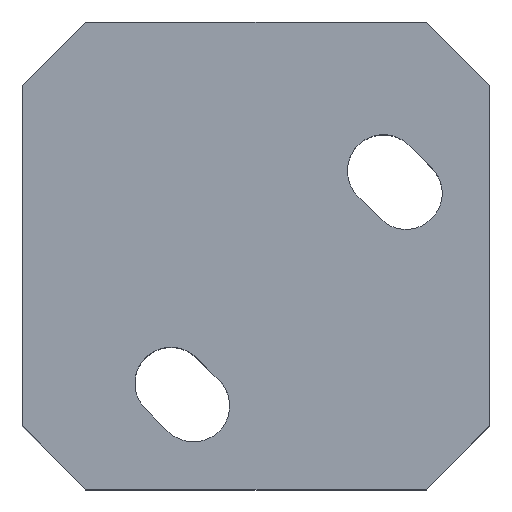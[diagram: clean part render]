
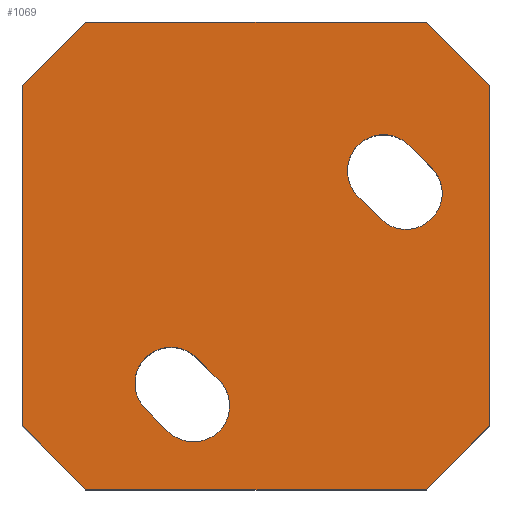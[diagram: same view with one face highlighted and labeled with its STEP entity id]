
A CAD part, top view. The second image highlights one B-rep face of the part: STEP entity #1069.
In plain terms, the highlighted planar face has unit normal (0, 0, 1).
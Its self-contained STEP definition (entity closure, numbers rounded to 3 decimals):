
#17=FACE_BOUND('',#206,.T.);
#18=FACE_BOUND('',#207,.T.);
#49=PLANE('',#1166);
#149=FACE_OUTER_BOUND('',#205,.T.);
#205=EDGE_LOOP('',(#971,#972,#973,#974,#975,#976,#977,#978));
#206=EDGE_LOOP('',(#979,#980,#981,#982));
#207=EDGE_LOOP('',(#983,#984,#985,#986));
#222=CIRCLE('',#1114,1.7);
#224=CIRCLE('',#1119,1.7);
#240=CIRCLE('',#1161,1.7);
#241=CIRCLE('',#1163,1.7);
#292=LINE('',#1615,#397);
#294=LINE('',#1620,#399);
#300=LINE('',#1636,#405);
#302=LINE('',#1641,#407);
#330=LINE('',#1721,#435);
#334=LINE('',#1729,#439);
#337=LINE('',#1741,#442);
#339=LINE('',#1749,#444);
#341=LINE('',#1753,#446);
#342=LINE('',#1756,#447);
#343=LINE('',#1758,#448);
#344=LINE('',#1759,#449);
#397=VECTOR('',#1304,1.5);
#399=VECTOR('',#1308,1.5);
#405=VECTOR('',#1322,1.5);
#407=VECTOR('',#1326,1.5);
#435=VECTOR('',#1408,16.);
#439=VECTOR('',#1416,16.);
#442=VECTOR('',#1437,4.243);
#444=VECTOR('',#1449,4.243);
#446=VECTOR('',#1453,16.);
#447=VECTOR('',#1456,4.243);
#448=VECTOR('',#1457,16.);
#449=VECTOR('',#1458,4.243);
#515=VERTEX_POINT('',#1605);
#516=VERTEX_POINT('',#1607);
#518=VERTEX_POINT('',#1613);
#520=VERTEX_POINT('',#1619);
#523=VERTEX_POINT('',#1626);
#524=VERTEX_POINT('',#1628);
#526=VERTEX_POINT('',#1634);
#528=VERTEX_POINT('',#1640);
#552=VERTEX_POINT('',#1718);
#553=VERTEX_POINT('',#1720);
#554=VERTEX_POINT('',#1726);
#555=VERTEX_POINT('',#1728);
#556=VERTEX_POINT('',#1747);
#557=VERTEX_POINT('',#1751);
#558=VERTEX_POINT('',#1755);
#559=VERTEX_POINT('',#1757);
#628=EDGE_CURVE('',#515,#516,#222,.T.);
#632=EDGE_CURVE('',#518,#515,#292,.T.);
#634=EDGE_CURVE('',#516,#520,#294,.T.);
#638=EDGE_CURVE('',#523,#524,#224,.T.);
#642=EDGE_CURVE('',#526,#523,#300,.T.);
#644=EDGE_CURVE('',#524,#528,#302,.T.);
#685=EDGE_CURVE('',#552,#553,#330,.T.);
#689=EDGE_CURVE('',#554,#555,#334,.T.);
#695=EDGE_CURVE('',#554,#553,#337,.T.);
#696=EDGE_CURVE('',#528,#526,#240,.T.);
#697=EDGE_CURVE('',#520,#518,#241,.T.);
#699=EDGE_CURVE('',#552,#556,#339,.T.);
#701=EDGE_CURVE('',#557,#556,#341,.T.);
#702=EDGE_CURVE('',#557,#558,#342,.T.);
#703=EDGE_CURVE('',#559,#558,#343,.T.);
#704=EDGE_CURVE('',#559,#555,#344,.T.);
#971=ORIENTED_EDGE('',*,*,#699,.T.);
#972=ORIENTED_EDGE('',*,*,#701,.F.);
#973=ORIENTED_EDGE('',*,*,#702,.T.);
#974=ORIENTED_EDGE('',*,*,#703,.F.);
#975=ORIENTED_EDGE('',*,*,#704,.T.);
#976=ORIENTED_EDGE('',*,*,#689,.F.);
#977=ORIENTED_EDGE('',*,*,#695,.T.);
#978=ORIENTED_EDGE('',*,*,#685,.F.);
#979=ORIENTED_EDGE('',*,*,#634,.F.);
#980=ORIENTED_EDGE('',*,*,#628,.F.);
#981=ORIENTED_EDGE('',*,*,#632,.F.);
#982=ORIENTED_EDGE('',*,*,#697,.F.);
#983=ORIENTED_EDGE('',*,*,#644,.F.);
#984=ORIENTED_EDGE('',*,*,#638,.F.);
#985=ORIENTED_EDGE('',*,*,#642,.F.);
#986=ORIENTED_EDGE('',*,*,#696,.F.);
#1069=ADVANCED_FACE('',(#149,#17,#18),#49,.T.);
#1114=AXIS2_PLACEMENT_3D('',#1608,#1297,#1298);
#1119=AXIS2_PLACEMENT_3D('',#1629,#1315,#1316);
#1161=AXIS2_PLACEMENT_3D('',#1743,#1440,#1441);
#1163=AXIS2_PLACEMENT_3D('',#1745,#1444,#1445);
#1166=AXIS2_PLACEMENT_3D('',#1754,#1454,#1455);
#1297=DIRECTION('center_axis',(0.,0.,1.));
#1298=DIRECTION('ref_axis',(0.707,0.707,0.));
#1304=DIRECTION('',(0.707,-0.707,0.));
#1308=DIRECTION('',(-0.707,0.707,0.));
#1315=DIRECTION('center_axis',(0.,0.,1.));
#1316=DIRECTION('ref_axis',(0.707,0.707,0.));
#1322=DIRECTION('',(0.707,-0.707,0.));
#1326=DIRECTION('',(-0.707,0.707,0.));
#1408=DIRECTION('',(0.,1.,0.));
#1416=DIRECTION('',(1.,0.,0.));
#1437=DIRECTION('',(-0.707,-0.707,0.));
#1440=DIRECTION('center_axis',(0.,0.,1.));
#1441=DIRECTION('ref_axis',(1.,0.,0.));
#1444=DIRECTION('center_axis',(0.,0.,1.));
#1445=DIRECTION('ref_axis',(1.,0.,0.));
#1449=DIRECTION('',(0.707,-0.707,0.));
#1453=DIRECTION('',(-1.,0.,0.));
#1454=DIRECTION('center_axis',(0.,0.,1.));
#1455=DIRECTION('ref_axis',(1.,0.,0.));
#1456=DIRECTION('',(0.707,0.707,0.));
#1457=DIRECTION('',(0.,-1.,0.));
#1458=DIRECTION('',(-0.707,0.707,0.));
#1605=CARTESIAN_POINT('',(5.859,1.737,0.));
#1607=CARTESIAN_POINT('',(8.263,4.141,0.));
#1608=CARTESIAN_POINT('Origin',(7.061,2.939,0.));
#1613=CARTESIAN_POINT('',(4.798,2.798,0.));
#1615=CARTESIAN_POINT('',(4.298,3.298,0.));
#1619=CARTESIAN_POINT('',(7.202,5.202,0.));
#1620=CARTESIAN_POINT('',(7.232,5.172,0.));
#1626=CARTESIAN_POINT('',(-4.141,-8.263,0.));
#1628=CARTESIAN_POINT('',(-1.737,-5.859,0.));
#1629=CARTESIAN_POINT('Origin',(-2.939,-7.061,0.));
#1634=CARTESIAN_POINT('',(-5.202,-7.202,0.));
#1636=CARTESIAN_POINT('',(-5.702,-6.702,0.));
#1640=CARTESIAN_POINT('',(-2.798,-4.798,0.));
#1641=CARTESIAN_POINT('',(-2.768,-4.828,0.));
#1718=CARTESIAN_POINT('',(-11.,-8.,0.));
#1720=CARTESIAN_POINT('',(-11.,8.,0.));
#1721=CARTESIAN_POINT('',(-11.,-11.,0.));
#1726=CARTESIAN_POINT('',(-8.,11.,0.));
#1728=CARTESIAN_POINT('',(8.,11.,0.));
#1729=CARTESIAN_POINT('',(-11.,11.,0.));
#1741=CARTESIAN_POINT('',(-9.5,9.5,0.));
#1743=CARTESIAN_POINT('Origin',(-4.,-6.,0.));
#1745=CARTESIAN_POINT('Origin',(6.,4.,0.));
#1747=CARTESIAN_POINT('',(-8.,-11.,0.));
#1749=CARTESIAN_POINT('',(-9.5,-9.5,0.));
#1751=CARTESIAN_POINT('',(8.,-11.,0.));
#1753=CARTESIAN_POINT('',(11.,-11.,0.));
#1754=CARTESIAN_POINT('Origin',(0.,0.,0.));
#1755=CARTESIAN_POINT('',(11.,-8.,0.));
#1756=CARTESIAN_POINT('',(9.5,-9.5,0.));
#1757=CARTESIAN_POINT('',(11.,8.,0.));
#1758=CARTESIAN_POINT('',(11.,11.,0.));
#1759=CARTESIAN_POINT('',(9.5,9.5,0.));
